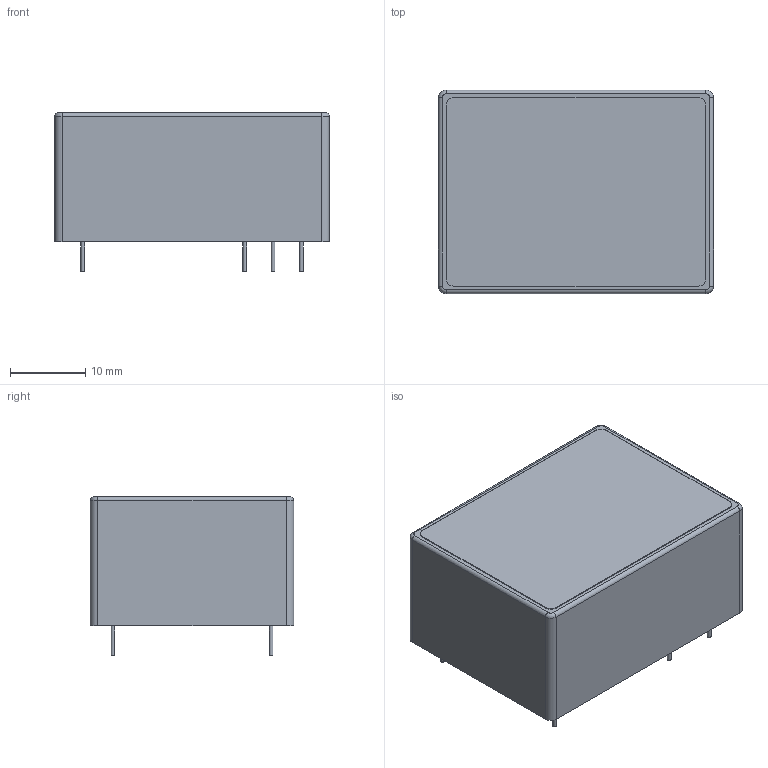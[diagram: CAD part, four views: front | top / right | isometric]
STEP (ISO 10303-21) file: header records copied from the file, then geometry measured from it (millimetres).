
FILE_DESCRIPTION(/* description */ ('model of Converter_ACDC_TRACO_TMLM-04_THT'),/* implementation_level */ '2;1');
FILE_NAME(/* name */ 'Converter_ACDC_TRACO_TMLM-04_THT.step',/* time_stamp */ '2018-03-25T15:38:32',/* author */ ('kicad StepUp','ksu'),/* organization */ ('FreeCAD'),/* preprocessor_version */ 'OCC',/* originating_system */ 'kicad StepUp',/* authorisation */ '');
FILE_SCHEMA(('AUTOMOTIVE_DESIGN { 1 0 10303 214 1 1 1 1 }'));
Length unit declared in the file: millimetre
Products named in the file (5): ASSEMBLY; Converter_ACDC_TRACO_TMLM_04_THT001; Shape0_550681008819; Shape0_858371357612; Converter_ACDC_TRACO_TMLM_04_THT
Assembly tree (4 placements, depth 2):
  ASSEMBLY
    Converter_ACDC_TRACO_TMLM_04_THT001
    Shape0_550681008819
    Shape0_858371357612
    Converter_ACDC_TRACO_TMLM_04_THT
Bounding box: 36.5 x 27 x 21.2 mm (x, y, z)
Surface area: 9975.1 mm2
Topology: 10 solids, 10 shells, 83 faces, 163 edges, 101 vertices
Faces by surface type: plane 37, cylinder 31, torus 15
Full cylindrical faces by diameter (mm): 0.5 x7
Entity records: 2478 total; most frequent: DIRECTION 423, CARTESIAN_POINT 352, ORIENTED_EDGE 326, AXIS2_PLACEMENT_3D 172, EDGE_CURVE 163, VERTEX_POINT 101, FACE_BOUND 84, EDGE_LOOP 84
